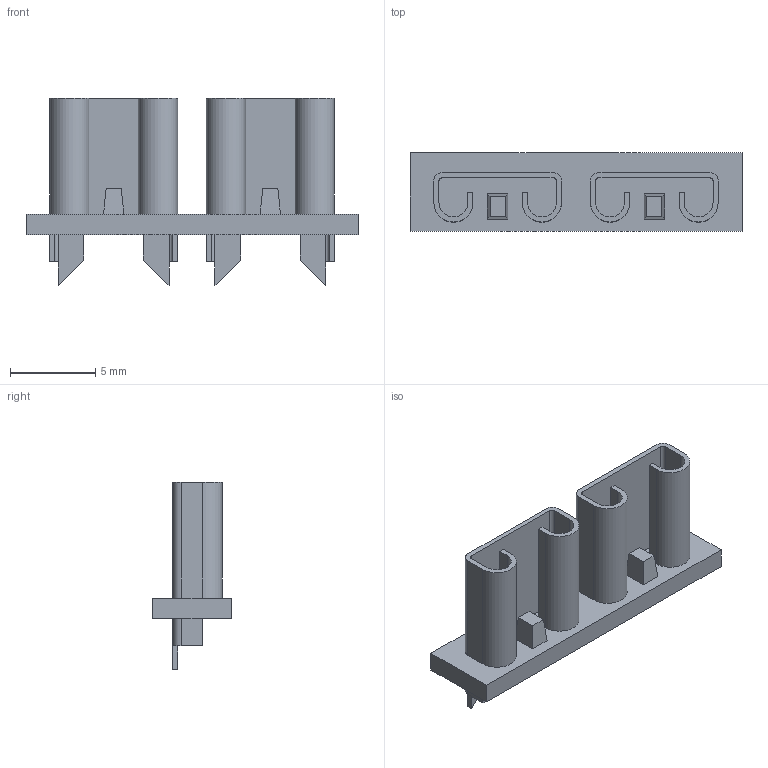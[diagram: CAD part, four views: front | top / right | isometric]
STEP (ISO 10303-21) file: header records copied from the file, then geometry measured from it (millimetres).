
FILE_DESCRIPTION (( 'STEP AP214' ), '1' );
FILE_NAME ('FUSE-TH_BX503-35.step', '2022-06-28T10:50:17', ( '' ), ( '' ), 'SwSTEP 2.0', 'SolidWorks 2020', '' );
FILE_SCHEMA (( 'AUTOMOTIVE_DESIGN' ));
Length unit declared in the file: millimetre
Products named in the file (1): FUSE-TH_BX503-35
Bounding box: 19.5 x 4.6 x 11 mm (x, y, z)
Volume: 191.1 mm3; surface area: 792.8 mm2
Topology: 1 solids, 1 shells, 384 faces, 1036 edges, 688 vertices
Faces by surface type: plane 248, bspline 112, cylinder 24
Entity records: 16920 total; most frequent: CARTESIAN_POINT 3825, ORIENTED_EDGE 2072, DIRECTION 1359, EDGE_CURVE 1036, VECTOR 717, LINE 717, VERTEX_POINT 688, EDGE_LOOP 418
